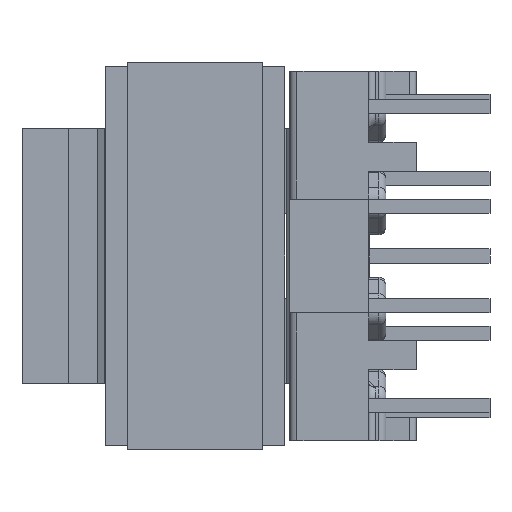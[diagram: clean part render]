
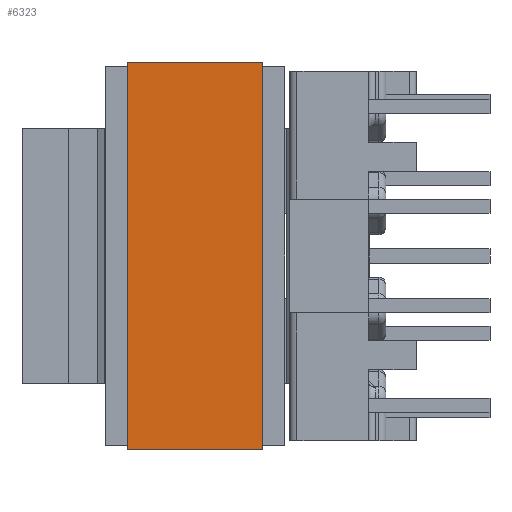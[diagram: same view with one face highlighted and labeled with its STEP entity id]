
A CAD part, left-side view. The second image highlights one B-rep face of the part: STEP entity #6323.
In plain terms, the highlighted planar face has unit normal (-1, 0, 0).
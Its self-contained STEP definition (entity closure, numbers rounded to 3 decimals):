
#254 = EDGE_CURVE ( 'NONE', #3296, #2905, #1387, .T. ) ;
#686 = CARTESIAN_POINT ( 'NONE',  ( -0.16, 0.16, -4.75 ) ) ;
#1104 = LINE ( 'NONE', #1382, #7446 ) ;
#1382 = CARTESIAN_POINT ( 'NONE',  ( -0.16, -13.47, -4.75 ) ) ;
#1387 = LINE ( 'NONE', #686, #9604 ) ;
#1472 = EDGE_CURVE ( 'NONE', #2905, #7108, #1104, .T. ) ;
#2050 = ORIENTED_EDGE ( 'NONE', *, *, #254, .T. ) ;
#2138 = PLANE ( 'NONE',  #2163 ) ;
#2163 = AXIS2_PLACEMENT_3D ( 'NONE', #2992, #8563, #3781 ) ;
#2241 = FACE_OUTER_BOUND ( 'NONE', #4740, .T. ) ;
#2316 = CARTESIAN_POINT ( 'NONE',  ( -0.16, -13.47, -4.75 ) ) ;
#2529 = ORIENTED_EDGE ( 'NONE', *, *, #9929, .F. ) ;
#2610 = CARTESIAN_POINT ( 'NONE',  ( -0.16, 0.16, 0. ) ) ;
#2850 = LINE ( 'NONE', #8084, #6834 ) ;
#2905 = VERTEX_POINT ( 'NONE', #2316 ) ;
#2992 = CARTESIAN_POINT ( 'NONE',  ( -0.16, 0.16, -4.75 ) ) ;
#3296 = VERTEX_POINT ( 'NONE', #6062 ) ;
#3781 = DIRECTION ( 'NONE',  ( 0., -1., 0. ) ) ;
#4111 = VERTEX_POINT ( 'NONE', #2610 ) ;
#4740 = EDGE_LOOP ( 'NONE', ( #2529, #7585, #2050, #6482 ) ) ;
#4840 = LINE ( 'NONE', #6274, #8822 ) ;
#5598 = CARTESIAN_POINT ( 'NONE',  ( -0.16, -13.47, 0. ) ) ;
#6062 = CARTESIAN_POINT ( 'NONE',  ( -0.16, 0.16, -4.75 ) ) ;
#6274 = CARTESIAN_POINT ( 'NONE',  ( -0.16, 0.16, -4.75 ) ) ;
#6323 = ADVANCED_FACE ( 'NONE', ( #2241 ), #2138, .T. ) ;
#6482 = ORIENTED_EDGE ( 'NONE', *, *, #1472, .T. ) ;
#6834 = VECTOR ( 'NONE', #7282, 1000. ) ;
#6946 = DIRECTION ( 'NONE',  ( 0., 0., 1. ) ) ;
#7063 = DIRECTION ( 'NONE',  ( 0., 0., 1. ) ) ;
#7108 = VERTEX_POINT ( 'NONE', #5598 ) ;
#7282 = DIRECTION ( 'NONE',  ( 0., -1., 0. ) ) ;
#7446 = VECTOR ( 'NONE', #6946, 1000. ) ;
#7585 = ORIENTED_EDGE ( 'NONE', *, *, #10301, .F. ) ;
#8084 = CARTESIAN_POINT ( 'NONE',  ( -0.16, 0.16, 0. ) ) ;
#8563 = DIRECTION ( 'NONE',  ( -1., 0., 0. ) ) ;
#8822 = VECTOR ( 'NONE', #7063, 1000. ) ;
#9295 = DIRECTION ( 'NONE',  ( 0., -1., 0. ) ) ;
#9604 = VECTOR ( 'NONE', #9295, 1000. ) ;
#9929 = EDGE_CURVE ( 'NONE', #4111, #7108, #2850, .T. ) ;
#10301 = EDGE_CURVE ( 'NONE', #3296, #4111, #4840, .T. ) ;
